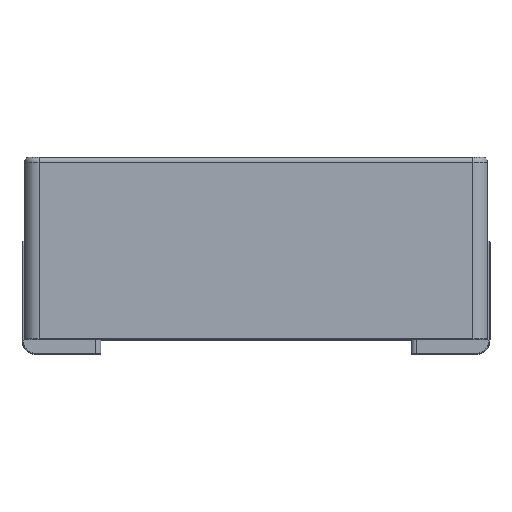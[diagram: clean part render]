
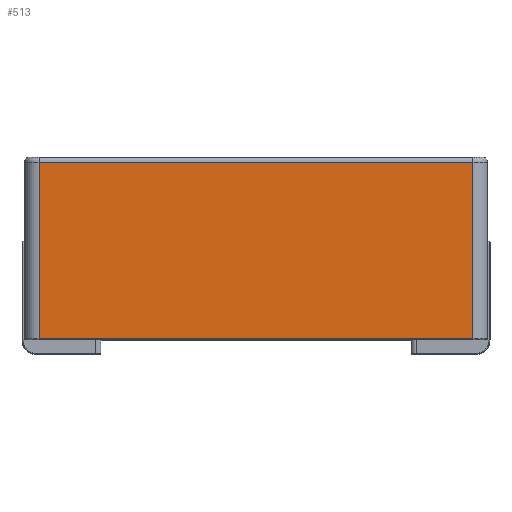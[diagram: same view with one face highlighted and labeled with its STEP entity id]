
A CAD part, top view. The second image highlights one B-rep face of the part: STEP entity #513.
In plain terms, the highlighted planar face has unit normal (0, 0, 1).
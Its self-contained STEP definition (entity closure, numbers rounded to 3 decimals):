
#264 = LINE ( 'NONE', #1896, #4243 ) ;
#394 = EDGE_LOOP ( 'NONE', ( #2199, #1396, #3202, #4491 ) ) ;
#513 = ADVANCED_FACE ( 'NONE', ( #6460 ), #3438, .F. ) ;
#660 = VECTOR ( 'NONE', #2017, 1000. ) ;
#841 = CARTESIAN_POINT ( 'NONE',  ( 2.2, 0.01, 2.1 ) ) ;
#1073 = LINE ( 'NONE', #2057, #6093 ) ;
#1129 = VERTEX_POINT ( 'NONE', #2832 ) ;
#1396 = ORIENTED_EDGE ( 'NONE', *, *, #1867, .T. ) ;
#1407 = DIRECTION ( 'NONE',  ( 1., 0., 0. ) ) ;
#1497 = LINE ( 'NONE', #3870, #660 ) ;
#1530 = DIRECTION ( 'NONE',  ( -1., 0., 0. ) ) ;
#1820 = LINE ( 'NONE', #841, #5535 ) ;
#1833 = EDGE_CURVE ( 'NONE', #5377, #1129, #264, .T. ) ;
#1867 = EDGE_CURVE ( 'NONE', #2433, #5377, #1820, .T. ) ;
#1896 = CARTESIAN_POINT ( 'NONE',  ( 2.2, 1.85, 2.1 ) ) ;
#2017 = DIRECTION ( 'NONE',  ( 0., -1., 0. ) ) ;
#2057 = CARTESIAN_POINT ( 'NONE',  ( -2.35, 1.8, 2.1 ) ) ;
#2199 = ORIENTED_EDGE ( 'NONE', *, *, #3374, .T. ) ;
#2391 = CARTESIAN_POINT ( 'NONE',  ( -2.35, 1.85, 2.1 ) ) ;
#2433 = VERTEX_POINT ( 'NONE', #3264 ) ;
#2581 = VERTEX_POINT ( 'NONE', #5966 ) ;
#2832 = CARTESIAN_POINT ( 'NONE',  ( 2.2, 1.8, 2.1 ) ) ;
#3202 = ORIENTED_EDGE ( 'NONE', *, *, #1833, .T. ) ;
#3264 = CARTESIAN_POINT ( 'NONE',  ( -2.2, 0.01, 2.1 ) ) ;
#3365 = DIRECTION ( 'NONE',  ( 0., 1., 0. ) ) ;
#3374 = EDGE_CURVE ( 'NONE', #2581, #2433, #1497, .T. ) ;
#3438 = PLANE ( 'NONE',  #6156 ) ;
#3870 = CARTESIAN_POINT ( 'NONE',  ( -2.2, 1.85, 2.1 ) ) ;
#4021 = DIRECTION ( 'NONE',  ( 0., 0., -1. ) ) ;
#4243 = VECTOR ( 'NONE', #3365, 1000. ) ;
#4491 = ORIENTED_EDGE ( 'NONE', *, *, #5975, .T. ) ;
#5377 = VERTEX_POINT ( 'NONE', #6107 ) ;
#5535 = VECTOR ( 'NONE', #1407, 1000. ) ;
#5966 = CARTESIAN_POINT ( 'NONE',  ( -2.2, 1.8, 2.1 ) ) ;
#5975 = EDGE_CURVE ( 'NONE', #1129, #2581, #1073, .T. ) ;
#5986 = DIRECTION ( 'NONE',  ( -1., 0., 0. ) ) ;
#6093 = VECTOR ( 'NONE', #1530, 1000. ) ;
#6107 = CARTESIAN_POINT ( 'NONE',  ( 2.2, 0.01, 2.1 ) ) ;
#6156 = AXIS2_PLACEMENT_3D ( 'NONE', #2391, #4021, #5986 ) ;
#6460 = FACE_OUTER_BOUND ( 'NONE', #394, .T. ) ;
